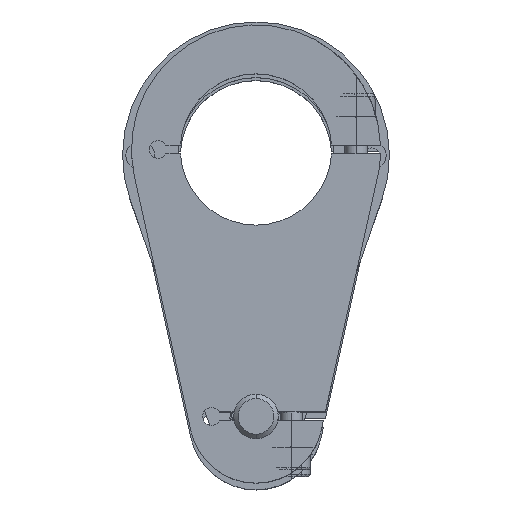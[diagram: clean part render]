
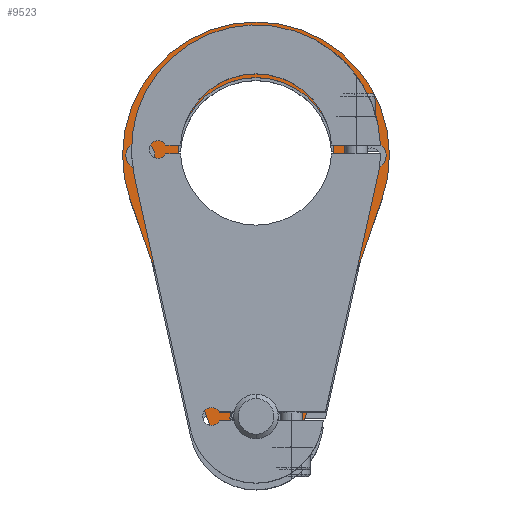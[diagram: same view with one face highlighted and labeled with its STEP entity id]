
A CAD part, top view. The second image highlights one B-rep face of the part: STEP entity #9523.
In plain terms, the highlighted planar face has unit normal (0, 0, 1).
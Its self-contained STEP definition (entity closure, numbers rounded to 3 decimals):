
#88 = DIRECTION ( 'NONE',  ( 0.333, -0.943, 0. ) ) ;
#279 = CARTESIAN_POINT ( 'NONE',  ( -28.284, -10., -774. ) ) ;
#361 = DIRECTION ( 'NONE',  ( 0., -1., 0. ) ) ;
#406 = EDGE_LOOP ( 'NONE', ( #2181, #741 ) ) ;
#484 = DIRECTION ( 'NONE',  ( 0., -1., 0. ) ) ;
#730 = VERTEX_POINT ( 'NONE', #10117 ) ;
#741 = ORIENTED_EDGE ( 'NONE', *, *, #1722, .T. ) ;
#810 = CARTESIAN_POINT ( 'NONE',  ( 0., -60., -774. ) ) ;
#824 = LINE ( 'NONE', #3847, #5809 ) ;
#993 = FACE_BOUND ( 'NONE', #7220, .T. ) ;
#1026 = VERTEX_POINT ( 'NONE', #9773 ) ;
#1179 = EDGE_CURVE ( 'NONE', #10898, #2451, #7149, .T. ) ;
#1490 = VERTEX_POINT ( 'NONE', #11721 ) ;
#1722 = EDGE_CURVE ( 'NONE', #5173, #2444, #3698, .T. ) ;
#1732 = CIRCLE ( 'NONE', #11512, 3.25 ) ;
#1760 = DIRECTION ( 'NONE',  ( 0., -1., 0. ) ) ;
#2170 = CIRCLE ( 'NONE', #6442, 10. ) ;
#2181 = ORIENTED_EDGE ( 'NONE', *, *, #11103, .T. ) ;
#2444 = VERTEX_POINT ( 'NONE', #8291 ) ;
#2451 = VERTEX_POINT ( 'NONE', #9149 ) ;
#2497 = DIRECTION ( 'NONE',  ( 0., 0., 1. ) ) ;
#2534 = CIRCLE ( 'NONE', #5440, 17.5 ) ;
#2751 = CARTESIAN_POINT ( 'NONE',  ( 0., -60., -774. ) ) ;
#2830 = CARTESIAN_POINT ( 'NONE',  ( -26., 0., -774. ) ) ;
#3007 = AXIS2_PLACEMENT_3D ( 'NONE', #9344, #3785, #10230 ) ;
#3179 = FACE_BOUND ( 'NONE', #406, .T. ) ;
#3287 = CARTESIAN_POINT ( 'NONE',  ( 0., 0., -774. ) ) ;
#3487 = FACE_OUTER_BOUND ( 'NONE', #6158, .T. ) ;
#3542 = ORIENTED_EDGE ( 'NONE', *, *, #10023, .T. ) ;
#3688 = ORIENTED_EDGE ( 'NONE', *, *, #11083, .T. ) ;
#3698 = CIRCLE ( 'NONE', #8036, 3.25 ) ;
#3760 = DIRECTION ( 'NONE',  ( 0., -1., 0. ) ) ;
#3785 = DIRECTION ( 'NONE',  ( 0., 0., -1. ) ) ;
#3834 = EDGE_CURVE ( 'NONE', #1026, #4973, #3918, .T. ) ;
#3847 = CARTESIAN_POINT ( 'NONE',  ( 9.428, -63.333, -774. ) ) ;
#3918 = CIRCLE ( 'NONE', #6279, 17.5 ) ;
#4240 = DIRECTION ( 'NONE',  ( 0., -1., 0. ) ) ;
#4695 = EDGE_CURVE ( 'NONE', #11086, #7250, #10305, .T. ) ;
#4745 = DIRECTION ( 'NONE',  ( 0.333, 0.943, 0. ) ) ;
#4755 = CARTESIAN_POINT ( 'NONE',  ( -28.284, -10., -774. ) ) ;
#4793 = DIRECTION ( 'NONE',  ( 0., 0., -1. ) ) ;
#4799 = CARTESIAN_POINT ( 'NONE',  ( 0., 0., -774. ) ) ;
#4881 = EDGE_CURVE ( 'NONE', #4973, #1026, #2534, .T. ) ;
#4973 = VERTEX_POINT ( 'NONE', #11379 ) ;
#5011 = ORIENTED_EDGE ( 'NONE', *, *, #4881, .T. ) ;
#5107 = ORIENTED_EDGE ( 'NONE', *, *, #8916, .T. ) ;
#5113 = DIRECTION ( 'NONE',  ( 0., 0., -1. ) ) ;
#5162 = CARTESIAN_POINT ( 'NONE',  ( 26., 0., -774. ) ) ;
#5173 = VERTEX_POINT ( 'NONE', #9852 ) ;
#5244 = DIRECTION ( 'NONE',  ( 0., -1., 0. ) ) ;
#5289 = CARTESIAN_POINT ( 'NONE',  ( -26., 0., -774. ) ) ;
#5438 = ORIENTED_EDGE ( 'NONE', *, *, #6872, .T. ) ;
#5440 = AXIS2_PLACEMENT_3D ( 'NONE', #4799, #11215, #5748 ) ;
#5571 = ORIENTED_EDGE ( 'NONE', *, *, #10238, .T. ) ;
#5681 = FACE_BOUND ( 'NONE', #6610, .T. ) ;
#5705 = CARTESIAN_POINT ( 'NONE',  ( 28.284, -10., -774. ) ) ;
#5748 = DIRECTION ( 'NONE',  ( 0., -1., 0. ) ) ;
#5809 = VECTOR ( 'NONE', #4745, 1000. ) ;
#5956 = ORIENTED_EDGE ( 'NONE', *, *, #4695, .T. ) ;
#5984 = CIRCLE ( 'NONE', #10064, 3.25 ) ;
#5991 = DIRECTION ( 'NONE',  ( 0., 0., 1. ) ) ;
#6124 = DIRECTION ( 'NONE',  ( 0., 0., 1. ) ) ;
#6158 = EDGE_LOOP ( 'NONE', ( #5956, #3688, #9119, #5438, #5571 ) ) ;
#6265 = DIRECTION ( 'NONE',  ( 0., -1., 0. ) ) ;
#6270 = LINE ( 'NONE', #4755, #10783 ) ;
#6279 = AXIS2_PLACEMENT_3D ( 'NONE', #3287, #9778, #4240 ) ;
#6350 = VERTEX_POINT ( 'NONE', #10954 ) ;
#6442 = AXIS2_PLACEMENT_3D ( 'NONE', #810, #7449, #1760 ) ;
#6448 = CARTESIAN_POINT ( 'NONE',  ( 0., -70., -774. ) ) ;
#6586 = DIRECTION ( 'NONE',  ( 0., 0., -1. ) ) ;
#6610 = EDGE_LOOP ( 'NONE', ( #5011, #7274 ) ) ;
#6837 = ORIENTED_EDGE ( 'NONE', *, *, #9678, .T. ) ;
#6872 = EDGE_CURVE ( 'NONE', #6985, #11698, #7333, .T. ) ;
#6985 = VERTEX_POINT ( 'NONE', #6448 ) ;
#7149 = CIRCLE ( 'NONE', #11435, 6. ) ;
#7220 = EDGE_LOOP ( 'NONE', ( #6837, #3542 ) ) ;
#7250 = VERTEX_POINT ( 'NONE', #279 ) ;
#7274 = ORIENTED_EDGE ( 'NONE', *, *, #3834, .T. ) ;
#7333 = CIRCLE ( 'NONE', #9063, 10. ) ;
#7449 = DIRECTION ( 'NONE',  ( 0., 0., 1. ) ) ;
#8036 = AXIS2_PLACEMENT_3D ( 'NONE', #5162, #5113, #5244 ) ;
#8132 = CARTESIAN_POINT ( 'NONE',  ( 0., -60., -774. ) ) ;
#8209 = FACE_BOUND ( 'NONE', #10123, .T. ) ;
#8291 = CARTESIAN_POINT ( 'NONE',  ( 26., -3.25, -774. ) ) ;
#8441 = CIRCLE ( 'NONE', #11662, 3.25 ) ;
#8914 = CARTESIAN_POINT ( 'NONE',  ( 0., -54., -774. ) ) ;
#8916 = EDGE_CURVE ( 'NONE', #2451, #10898, #11700, .T. ) ;
#8991 = DIRECTION ( 'NONE',  ( 0., -1., 0. ) ) ;
#9063 = AXIS2_PLACEMENT_3D ( 'NONE', #8132, #2497, #8991 ) ;
#9119 = ORIENTED_EDGE ( 'NONE', *, *, #9843, .T. ) ;
#9149 = CARTESIAN_POINT ( 'NONE',  ( 0., -66., -774. ) ) ;
#9317 = DIRECTION ( 'NONE',  ( 0., 0., -1. ) ) ;
#9344 = CARTESIAN_POINT ( 'NONE',  ( 0., -60., -774. ) ) ;
#9523 = ADVANCED_FACE ( 'NONE', ( #3487, #5681, #8209, #993, #3179 ), #11402, .T. ) ;
#9678 = EDGE_CURVE ( 'NONE', #6350, #730, #1732, .T. ) ;
#9750 = DIRECTION ( 'NONE',  ( 0., -1., 0. ) ) ;
#9773 = CARTESIAN_POINT ( 'NONE',  ( 0., 17.5, -774. ) ) ;
#9778 = DIRECTION ( 'NONE',  ( 0., 0., -1. ) ) ;
#9843 = EDGE_CURVE ( 'NONE', #1490, #6985, #2170, .T. ) ;
#9852 = CARTESIAN_POINT ( 'NONE',  ( 26., 3.25, -774. ) ) ;
#9878 = CARTESIAN_POINT ( 'NONE',  ( 9.428, -63.333, -774. ) ) ;
#10023 = EDGE_CURVE ( 'NONE', #730, #6350, #5984, .T. ) ;
#10064 = AXIS2_PLACEMENT_3D ( 'NONE', #2830, #9317, #3760 ) ;
#10117 = CARTESIAN_POINT ( 'NONE',  ( -26., 3.25, -774. ) ) ;
#10123 = EDGE_LOOP ( 'NONE', ( #5107, #11713 ) ) ;
#10230 = DIRECTION ( 'NONE',  ( 0., -1., 0. ) ) ;
#10238 = EDGE_CURVE ( 'NONE', #11698, #11086, #824, .T. ) ;
#10293 = CARTESIAN_POINT ( 'NONE',  ( 26., 0., -774. ) ) ;
#10305 = CIRCLE ( 'NONE', #11019, 30. ) ;
#10783 = VECTOR ( 'NONE', #88, 1000. ) ;
#10898 = VERTEX_POINT ( 'NONE', #8914 ) ;
#10954 = CARTESIAN_POINT ( 'NONE',  ( -26., -3.25, -774. ) ) ;
#11019 = AXIS2_PLACEMENT_3D ( 'NONE', #11565, #6124, #484 ) ;
#11083 = EDGE_CURVE ( 'NONE', #7250, #1490, #6270, .T. ) ;
#11086 = VERTEX_POINT ( 'NONE', #5705 ) ;
#11103 = EDGE_CURVE ( 'NONE', #2444, #5173, #8441, .T. ) ;
#11212 = DIRECTION ( 'NONE',  ( 0., -1., 0. ) ) ;
#11215 = DIRECTION ( 'NONE',  ( 0., 0., -1. ) ) ;
#11379 = CARTESIAN_POINT ( 'NONE',  ( 0., -17.5, -774. ) ) ;
#11402 = PLANE ( 'NONE',  #11740 ) ;
#11435 = AXIS2_PLACEMENT_3D ( 'NONE', #2751, #6586, #9750 ) ;
#11448 = CARTESIAN_POINT ( 'NONE',  ( 0., -60., -774. ) ) ;
#11512 = AXIS2_PLACEMENT_3D ( 'NONE', #5289, #11693, #6265 ) ;
#11565 = CARTESIAN_POINT ( 'NONE',  ( 0., 0., -774. ) ) ;
#11662 = AXIS2_PLACEMENT_3D ( 'NONE', #10293, #4793, #11212 ) ;
#11693 = DIRECTION ( 'NONE',  ( 0., 0., -1. ) ) ;
#11698 = VERTEX_POINT ( 'NONE', #9878 ) ;
#11700 = CIRCLE ( 'NONE', #3007, 6. ) ;
#11713 = ORIENTED_EDGE ( 'NONE', *, *, #1179, .T. ) ;
#11721 = CARTESIAN_POINT ( 'NONE',  ( -9.428, -63.333, -774. ) ) ;
#11740 = AXIS2_PLACEMENT_3D ( 'NONE', #11448, #5991, #361 ) ;
